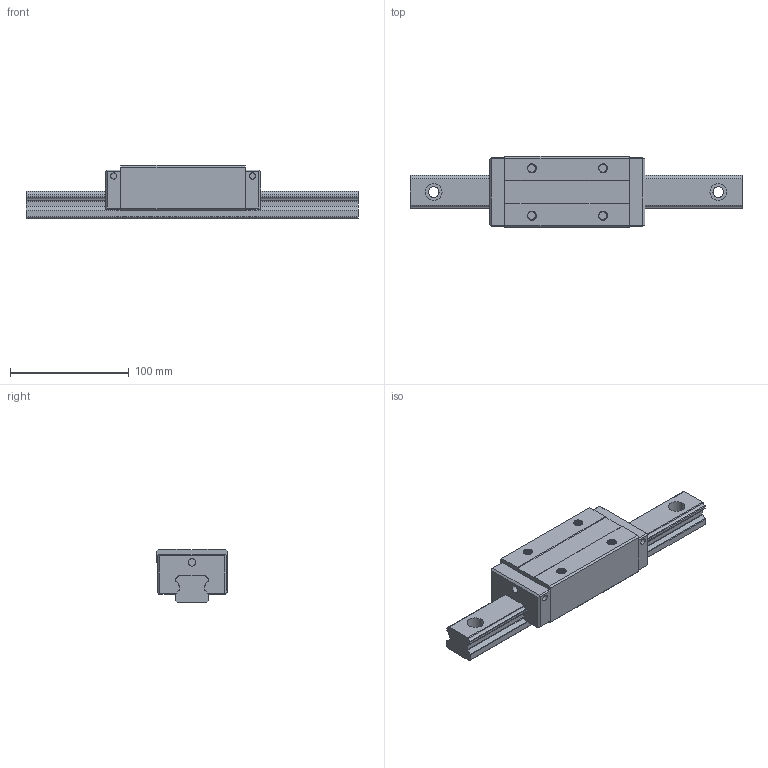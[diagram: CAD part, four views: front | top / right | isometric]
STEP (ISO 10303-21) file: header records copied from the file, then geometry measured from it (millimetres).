
FILE_DESCRIPTION(/* description */ (''),/* implementation_level */ '2;1');
FILE_NAME(/* name */ 'TRH30VE.stp',/* time_stamp */ '2012-09-20T17:55:03+08:00',/* author */ (''),/* organization */ (''),/* preprocessor_version */ 'ST-DEVELOPER v11',/* originating_system */ 'SIEMENS UGS NX 6.0',/* authorisation */ '');
FILE_SCHEMA (('CONFIG_CONTROL_DESIGN'));
Length unit declared in the file: millimetre
Products named in the file (1): darr5C22n7ey
Bounding box: 280 x 60 x 45 mm (x, y, z)
Volume: 385662.9 mm3; surface area: 67678.2 mm2
Topology: 2 solids, 2 shells, 156 faces, 472 edges, 338 vertices
Faces by surface type: plane 86, cylinder 58, bspline 12
Full cylindrical faces by diameter (mm): 5.2 x4, 6.5 x2, 9 x4, 14 x4
Entity records: 12476 total; most frequent: CARTESIAN_POINT 8394, ORIENTED_EDGE 908, DIRECTION 697, EDGE_CURVE 454, VERTEX_POINT 330, AXIS2_PLACEMENT_3D 257, EDGE_LOOP 192, LINE 183
